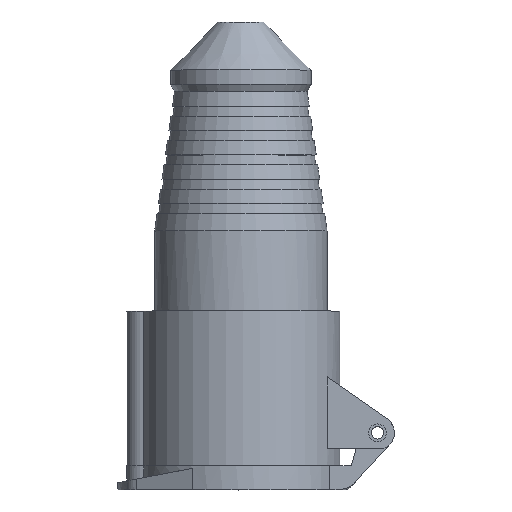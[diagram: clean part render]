
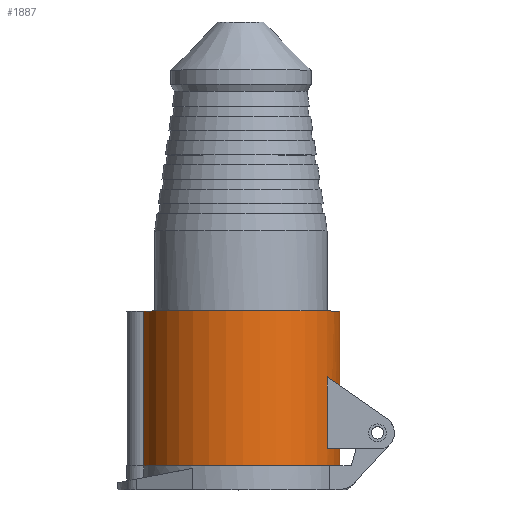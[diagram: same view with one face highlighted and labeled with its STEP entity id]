
A CAD part, top view. The second image highlights one B-rep face of the part: STEP entity #1887.
In plain terms, the highlighted cylindrical face has radius 27.875 mm (diameter 55.75 mm), a partial arc.
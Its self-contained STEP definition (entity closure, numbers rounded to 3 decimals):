
#5 = CIRCLE ( 'NONE', #1622, 27.875 ) ;
#34 = CARTESIAN_POINT ( 'NONE',  ( -24.915, 26.375, -12.5 ) ) ;
#102 = DIRECTION ( 'NONE',  ( 0., -1., 0. ) ) ;
#105 = VECTOR ( 'NONE', #1720, 1000. ) ;
#117 = CARTESIAN_POINT ( 'NONE',  ( 0., 38.637, 0. ) ) ;
#128 = ORIENTED_EDGE ( 'NONE', *, *, #510, .T. ) ;
#176 = ORIENTED_EDGE ( 'NONE', *, *, #762, .F. ) ;
#218 = CARTESIAN_POINT ( 'NONE',  ( -24.248, 18.541, 13.75 ) ) ;
#247 = VERTEX_POINT ( 'NONE', #2135 ) ;
#293 =( BOUNDED_CURVE ( )  B_SPLINE_CURVE ( 3, ( #3253, #1568, #1026, #218 ),
 .UNSPECIFIED., .F., .T. ) 
 B_SPLINE_CURVE_WITH_KNOTS ( ( 4, 4 ),
 ( 2.626, 3.657 ),
 .UNSPECIFIED. ) 
 CURVE ( )  GEOMETRIC_REPRESENTATION_ITEM ( )  RATIONAL_B_SPLINE_CURVE ( ( 1., 0.913, 0.913, 1. ) ) 
 REPRESENTATION_ITEM ( '' )  );
#298 = CARTESIAN_POINT ( 'NONE',  ( -24.915, 38.637, 12.5 ) ) ;
#318 = DIRECTION ( 'NONE',  ( 0., -1., 0. ) ) ;
#340 = LINE ( 'NONE', #2205, #105 ) ;
#419 = CARTESIAN_POINT ( 'NONE',  ( 27.276, 43.5, 5.75 ) ) ;
#421 = ORIENTED_EDGE ( 'NONE', *, *, #2745, .T. ) ;
#430 = VECTOR ( 'NONE', #3136, 1000. ) ;
#459 = DIRECTION ( 'NONE',  ( 0., 1., 0. ) ) ;
#469 = EDGE_CURVE ( 'NONE', #2816, #2966, #1914, .T. ) ;
#496 = ORIENTED_EDGE ( 'NONE', *, *, #2014, .T. ) ;
#510 = EDGE_CURVE ( 'NONE', #2387, #1663, #3041, .T. ) ;
#549 = CARTESIAN_POINT ( 'NONE',  ( -24.915, 50.25, 12.5 ) ) ;
#553 = AXIS2_PLACEMENT_3D ( 'NONE', #2472, #1705, #2709 ) ;
#597 = LINE ( 'NONE', #1476, #1713 ) ;
#631 = DIRECTION ( 'NONE',  ( 0., 0., -1. ) ) ;
#640 = CARTESIAN_POINT ( 'NONE',  ( -24.248, 18.541, -13.75 ) ) ;
#642 = ORIENTED_EDGE ( 'NONE', *, *, #1815, .T. ) ;
#759 = CARTESIAN_POINT ( 'NONE',  ( 0., 0., 0. ) ) ;
#762 = EDGE_CURVE ( 'NONE', #2530, #1803, #293, .T. ) ;
#766 = VECTOR ( 'NONE', #1113, 1000. ) ;
#812 = DIRECTION ( 'NONE',  ( 0., 0., -1. ) ) ;
#841 = DIRECTION ( 'NONE',  ( 0., 1., 0. ) ) ;
#857 = VECTOR ( 'NONE', #318, 1000. ) ;
#872 = ORIENTED_EDGE ( 'NONE', *, *, #469, .T. ) ;
#896 = VERTEX_POINT ( 'NONE', #419 ) ;
#1026 = CARTESIAN_POINT ( 'NONE',  ( -29.199, 22.007, 5.019 ) ) ;
#1101 = CARTESIAN_POINT ( 'NONE',  ( 0., 50.25, 0. ) ) ;
#1113 = DIRECTION ( 'NONE',  ( 0., 1., 0. ) ) ;
#1129 = EDGE_LOOP ( 'NONE', ( #2470, #128, #3151, #1451 ) ) ;
#1410 = VERTEX_POINT ( 'NONE', #34 ) ;
#1415 = DIRECTION ( 'NONE',  ( 0., 0., -1. ) ) ;
#1451 = ORIENTED_EDGE ( 'NONE', *, *, #1706, .F. ) ;
#1461 = CIRCLE ( 'NONE', #2045, 27.875 ) ;
#1476 = CARTESIAN_POINT ( 'NONE',  ( -24.248, 50.25, 13.75 ) ) ;
#1511 = VECTOR ( 'NONE', #2191, 1000. ) ;
#1530 = DIRECTION ( 'NONE',  ( 0., 0., -1. ) ) ;
#1532 = VERTEX_POINT ( 'NONE', #2188 ) ;
#1545 = EDGE_CURVE ( 'NONE', #1803, #2966, #597, .T. ) ;
#1568 = CARTESIAN_POINT ( 'NONE',  ( -29.199, 22.007, -5.019 ) ) ;
#1599 = FACE_BOUND ( 'NONE', #3317, .T. ) ;
#1622 = AXIS2_PLACEMENT_3D ( 'NONE', #1779, #459, #1530 ) ;
#1635 = ORIENTED_EDGE ( 'NONE', *, *, #2356, .T. ) ;
#1647 = LINE ( 'NONE', #2939, #1511 ) ;
#1663 = VERTEX_POINT ( 'NONE', #1825 ) ;
#1675 = AXIS2_PLACEMENT_3D ( 'NONE', #759, #2372, #2627 ) ;
#1705 = DIRECTION ( 'NONE',  ( 0., 1., 0. ) ) ;
#1706 = EDGE_CURVE ( 'NONE', #896, #1532, #2571, .T. ) ;
#1713 = VECTOR ( 'NONE', #3046, 1000. ) ;
#1720 = DIRECTION ( 'NONE',  ( 0., 1., 0. ) ) ;
#1779 = CARTESIAN_POINT ( 'NONE',  ( 0., 38.637, 0. ) ) ;
#1782 = CIRCLE ( 'NONE', #1675, 27.875 ) ;
#1803 = VERTEX_POINT ( 'NONE', #2629 ) ;
#1815 = EDGE_CURVE ( 'NONE', #247, #2816, #2645, .T. ) ;
#1825 = CARTESIAN_POINT ( 'NONE',  ( 27.276, 0., -5.75 ) ) ;
#1869 = ORIENTED_EDGE ( 'NONE', *, *, #1545, .F. ) ;
#1887 = ADVANCED_FACE ( 'NONE', ( #2093, #1599 ), #3185, .T. ) ;
#1909 = CARTESIAN_POINT ( 'NONE',  ( 27.276, 43.5, -5.75 ) ) ;
#1914 = CIRCLE ( 'NONE', #2917, 27.875 ) ;
#2014 = EDGE_CURVE ( 'NONE', #2530, #2753, #340, .T. ) ;
#2045 = AXIS2_PLACEMENT_3D ( 'NONE', #2245, #102, #631 ) ;
#2093 = FACE_OUTER_BOUND ( 'NONE', #1129, .T. ) ;
#2135 = CARTESIAN_POINT ( 'NONE',  ( -24.915, 26.375, 12.5 ) ) ;
#2188 = CARTESIAN_POINT ( 'NONE',  ( 27.276, 0., 5.75 ) ) ;
#2191 = DIRECTION ( 'NONE',  ( 0., -1., 0. ) ) ;
#2205 = CARTESIAN_POINT ( 'NONE',  ( -24.248, 50.25, -13.75 ) ) ;
#2245 = CARTESIAN_POINT ( 'NONE',  ( 0., 43.5, 0. ) ) ;
#2277 = CARTESIAN_POINT ( 'NONE',  ( 27.276, 59.907, 5.75 ) ) ;
#2296 = CARTESIAN_POINT ( 'NONE',  ( -24.248, 38.637, 13.75 ) ) ;
#2356 = EDGE_CURVE ( 'NONE', #1410, #247, #2941, .T. ) ;
#2372 = DIRECTION ( 'NONE',  ( 0., 1., 0. ) ) ;
#2387 = VERTEX_POINT ( 'NONE', #1909 ) ;
#2447 = VERTEX_POINT ( 'NONE', #3135 ) ;
#2470 = ORIENTED_EDGE ( 'NONE', *, *, #2853, .T. ) ;
#2472 = CARTESIAN_POINT ( 'NONE',  ( 0., 26.375, 0. ) ) ;
#2530 = VERTEX_POINT ( 'NONE', #640 ) ;
#2571 = LINE ( 'NONE', #2277, #430 ) ;
#2627 = DIRECTION ( 'NONE',  ( 0., 0., 1. ) ) ;
#2629 = CARTESIAN_POINT ( 'NONE',  ( -24.248, 18.541, 13.75 ) ) ;
#2644 = CARTESIAN_POINT ( 'NONE',  ( -24.248, 38.637, -13.75 ) ) ;
#2645 = LINE ( 'NONE', #549, #766 ) ;
#2709 = DIRECTION ( 'NONE',  ( 0., 0., -1. ) ) ;
#2745 = EDGE_CURVE ( 'NONE', #2753, #2447, #5, .T. ) ;
#2753 = VERTEX_POINT ( 'NONE', #2644 ) ;
#2816 = VERTEX_POINT ( 'NONE', #298 ) ;
#2824 = EDGE_CURVE ( 'NONE', #2447, #1410, #1647, .T. ) ;
#2853 = EDGE_CURVE ( 'NONE', #896, #2387, #1461, .T. ) ;
#2917 = AXIS2_PLACEMENT_3D ( 'NONE', #117, #841, #1415 ) ;
#2939 = CARTESIAN_POINT ( 'NONE',  ( -24.915, 50.25, -12.5 ) ) ;
#2941 = CIRCLE ( 'NONE', #553, 27.875 ) ;
#2966 = VERTEX_POINT ( 'NONE', #2296 ) ;
#2968 = CARTESIAN_POINT ( 'NONE',  ( 27.276, 59.907, -5.75 ) ) ;
#2976 = EDGE_CURVE ( 'NONE', #1663, #1532, #1782, .T. ) ;
#3041 = LINE ( 'NONE', #2968, #857 ) ;
#3046 = DIRECTION ( 'NONE',  ( 0., 1., 0. ) ) ;
#3135 = CARTESIAN_POINT ( 'NONE',  ( -24.915, 38.637, -12.5 ) ) ;
#3136 = DIRECTION ( 'NONE',  ( 0., -1., 0. ) ) ;
#3151 = ORIENTED_EDGE ( 'NONE', *, *, #2976, .T. ) ;
#3167 = DIRECTION ( 'NONE',  ( 0., -1., 0. ) ) ;
#3185 = CYLINDRICAL_SURFACE ( 'NONE', #3277, 27.875 ) ;
#3253 = CARTESIAN_POINT ( 'NONE',  ( -24.248, 18.541, -13.75 ) ) ;
#3277 = AXIS2_PLACEMENT_3D ( 'NONE', #1101, #3167, #812 ) ;
#3317 = EDGE_LOOP ( 'NONE', ( #642, #872, #1869, #176, #496, #421, #3415, #1635 ) ) ;
#3415 = ORIENTED_EDGE ( 'NONE', *, *, #2824, .T. ) ;
